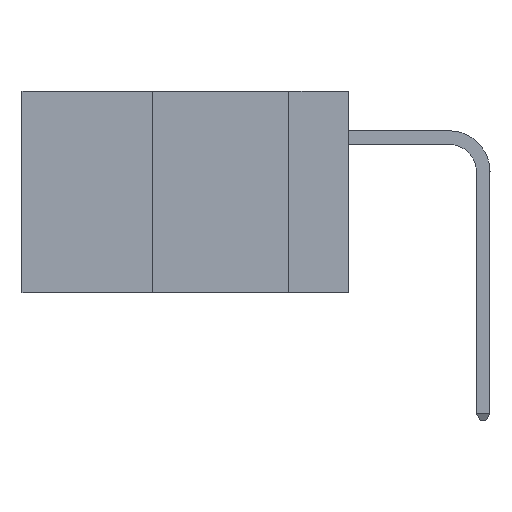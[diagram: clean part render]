
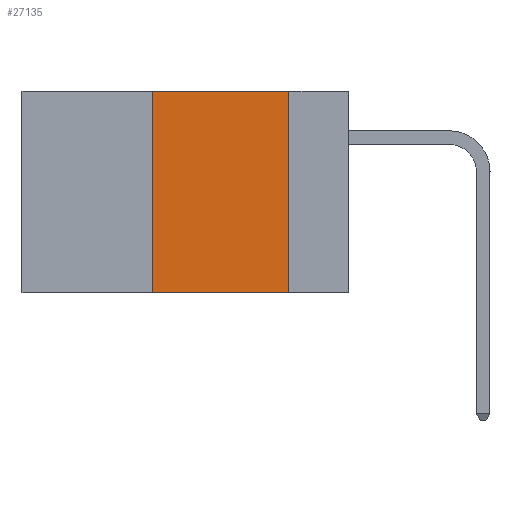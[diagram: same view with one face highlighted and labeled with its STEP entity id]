
A CAD part, left-side view. The second image highlights one B-rep face of the part: STEP entity #27135.
In plain terms, the highlighted planar face has unit normal (-1, 0, 0).
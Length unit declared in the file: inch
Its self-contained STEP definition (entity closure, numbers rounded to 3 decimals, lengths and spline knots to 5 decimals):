
#2743 = EDGE_CURVE ( 'NONE', #14015, #11802, #8108, .T. ) ;
#2884 = DIRECTION ( 'NONE',  ( 0., 0., -1. ) ) ;
#4146 = DIRECTION ( 'NONE',  ( 0., 0., 1. ) ) ;
#4681 = CARTESIAN_POINT ( 'NONE',  ( 0., 0.36, -0.37 ) ) ;
#7182 = EDGE_CURVE ( 'NONE', #14483, #8798, #14788, .T. ) ;
#8108 = LINE ( 'NONE', #10689, #15617 ) ;
#8798 = VERTEX_POINT ( 'NONE', #25847 ) ;
#10323 = CARTESIAN_POINT ( 'NONE',  ( 0., 0.6, 0. ) ) ;
#10689 = CARTESIAN_POINT ( 'NONE',  ( 0., 0.36, 0. ) ) ;
#11257 = LINE ( 'NONE', #15964, #27164 ) ;
#11802 = VERTEX_POINT ( 'NONE', #40933 ) ;
#13240 = CARTESIAN_POINT ( 'NONE',  ( 0., 0.11, 0. ) ) ;
#13510 = DIRECTION ( 'NONE',  ( 1., 0., 0. ) ) ;
#14015 = VERTEX_POINT ( 'NONE', #4681 ) ;
#14483 = VERTEX_POINT ( 'NONE', #13240 ) ;
#14499 = ORIENTED_EDGE ( 'NONE', *, *, #16570, .T. ) ;
#14551 = VECTOR ( 'NONE', #14836, 39.37008 ) ;
#14788 = LINE ( 'NONE', #31721, #23243 ) ;
#14836 = DIRECTION ( 'NONE',  ( 0., -1., 0. ) ) ;
#15617 = VECTOR ( 'NONE', #4146, 39.37008 ) ;
#15964 = CARTESIAN_POINT ( 'NONE',  ( 0., 0.6, -0.37 ) ) ;
#16570 = EDGE_CURVE ( 'NONE', #14015, #8798, #11257, .T. ) ;
#18371 = AXIS2_PLACEMENT_3D ( 'NONE', #10323, #13510, #35715 ) ;
#18986 = ORIENTED_EDGE ( 'NONE', *, *, #7182, .F. ) ;
#19150 = DIRECTION ( 'NONE',  ( 0., -1., 0. ) ) ;
#19995 = ORIENTED_EDGE ( 'NONE', *, *, #26732, .F. ) ;
#23024 = LINE ( 'NONE', #33838, #14551 ) ;
#23243 = VECTOR ( 'NONE', #2884, 39.37008 ) ;
#25847 = CARTESIAN_POINT ( 'NONE',  ( 0., 0.11, -0.37 ) ) ;
#26732 = EDGE_CURVE ( 'NONE', #11802, #14483, #23024, .T. ) ;
#27135 = ADVANCED_FACE ( 'NONE', ( #39819 ), #29375, .F. ) ;
#27164 = VECTOR ( 'NONE', #19150, 39.37008 ) ;
#29375 = PLANE ( 'NONE',  #18371 ) ;
#31721 = CARTESIAN_POINT ( 'NONE',  ( 0., 0.11, 0. ) ) ;
#33838 = CARTESIAN_POINT ( 'NONE',  ( 0., 0.6, 0. ) ) ;
#35715 = DIRECTION ( 'NONE',  ( 0., 0., -1. ) ) ;
#38809 = ORIENTED_EDGE ( 'NONE', *, *, #2743, .F. ) ;
#39819 = FACE_OUTER_BOUND ( 'NONE', #39829, .T. ) ;
#39829 = EDGE_LOOP ( 'NONE', ( #18986, #19995, #38809, #14499 ) ) ;
#40933 = CARTESIAN_POINT ( 'NONE',  ( 0., 0.36, 0. ) ) ;
